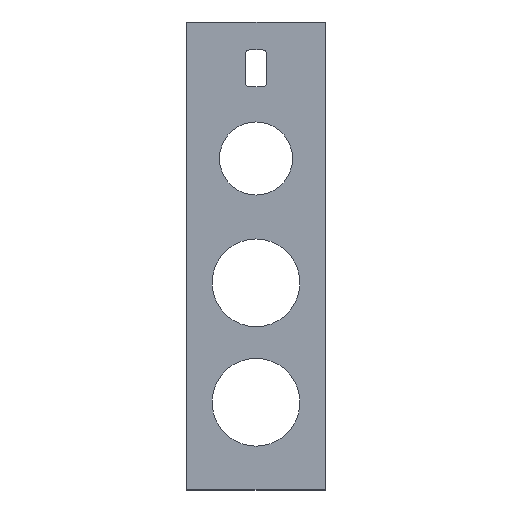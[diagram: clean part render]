
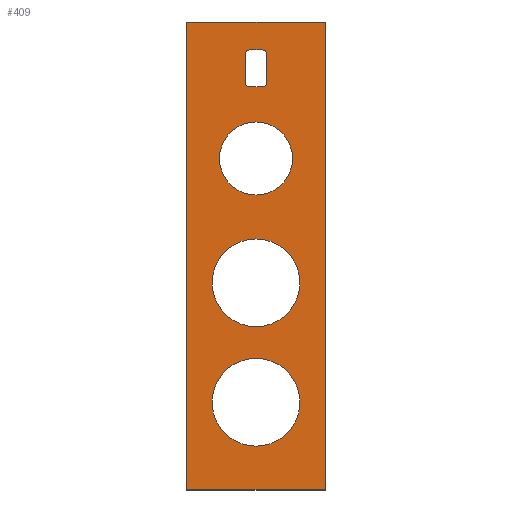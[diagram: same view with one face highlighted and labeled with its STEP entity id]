
A CAD part, top view. The second image highlights one B-rep face of the part: STEP entity #409.
In plain terms, the highlighted planar face has unit normal (0, 0, 1).
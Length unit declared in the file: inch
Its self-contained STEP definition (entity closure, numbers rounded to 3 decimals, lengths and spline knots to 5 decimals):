
#89=FACE_BOUND('',#152,.T.);
#90=FACE_BOUND('',#153,.T.);
#91=FACE_BOUND('',#154,.T.);
#92=FACE_BOUND('',#155,.T.);
#100=CIRCLE('',#439,0.5);
#101=CIRCLE('',#442,0.5);
#102=CIRCLE('',#445,0.5);
#103=CIRCLE('',#448,0.5);
#104=CIRCLE('',#451,3.75);
#105=CIRCLE('',#453,4.5);
#106=CIRCLE('',#455,4.5);
#130=FACE_OUTER_BOUND('',#151,.T.);
#151=EDGE_LOOP('',(#368,#369,#370,#371));
#152=EDGE_LOOP('',(#372));
#153=EDGE_LOOP('',(#373));
#154=EDGE_LOOP('',(#374));
#155=EDGE_LOOP('',(#375,#376,#377,#378,#379,#380,#381,#382));
#166=LINE('',#656,#197);
#169=LINE('',#664,#200);
#172=LINE('',#672,#203);
#175=LINE('',#679,#206);
#180=LINE('',#696,#211);
#182=LINE('',#700,#213);
#184=LINE('',#704,#215);
#186=LINE('',#707,#217);
#197=VECTOR('',#515,0.3937);
#200=VECTOR('',#524,0.3937);
#203=VECTOR('',#533,0.3937);
#206=VECTOR('',#542,0.3937);
#211=VECTOR('',#561,0.3937);
#213=VECTOR('',#565,0.3937);
#215=VECTOR('',#569,0.3937);
#217=VECTOR('',#573,0.3937);
#233=VERTEX_POINT('',#649);
#234=VERTEX_POINT('',#651);
#235=VERTEX_POINT('',#655);
#236=VERTEX_POINT('',#659);
#237=VERTEX_POINT('',#663);
#238=VERTEX_POINT('',#667);
#239=VERTEX_POINT('',#671);
#240=VERTEX_POINT('',#675);
#241=VERTEX_POINT('',#681);
#242=VERTEX_POINT('',#685);
#243=VERTEX_POINT('',#689);
#244=VERTEX_POINT('',#693);
#245=VERTEX_POINT('',#695);
#246=VERTEX_POINT('',#699);
#247=VERTEX_POINT('',#703);
#264=EDGE_CURVE('',#234,#233,#100,.T.);
#266=EDGE_CURVE('',#235,#234,#166,.T.);
#268=EDGE_CURVE('',#236,#235,#101,.T.);
#270=EDGE_CURVE('',#237,#236,#169,.T.);
#272=EDGE_CURVE('',#238,#237,#102,.T.);
#274=EDGE_CURVE('',#239,#238,#172,.T.);
#276=EDGE_CURVE('',#240,#239,#103,.T.);
#278=EDGE_CURVE('',#233,#240,#175,.T.);
#279=EDGE_CURVE('',#241,#241,#104,.T.);
#281=EDGE_CURVE('',#242,#242,#105,.T.);
#283=EDGE_CURVE('',#243,#243,#106,.T.);
#286=EDGE_CURVE('',#245,#244,#180,.T.);
#288=EDGE_CURVE('',#246,#245,#182,.T.);
#290=EDGE_CURVE('',#247,#246,#184,.T.);
#292=EDGE_CURVE('',#244,#247,#186,.T.);
#368=ORIENTED_EDGE('',*,*,#292,.T.);
#369=ORIENTED_EDGE('',*,*,#290,.T.);
#370=ORIENTED_EDGE('',*,*,#288,.T.);
#371=ORIENTED_EDGE('',*,*,#286,.T.);
#372=ORIENTED_EDGE('',*,*,#283,.T.);
#373=ORIENTED_EDGE('',*,*,#281,.T.);
#374=ORIENTED_EDGE('',*,*,#279,.T.);
#375=ORIENTED_EDGE('',*,*,#278,.T.);
#376=ORIENTED_EDGE('',*,*,#276,.T.);
#377=ORIENTED_EDGE('',*,*,#274,.T.);
#378=ORIENTED_EDGE('',*,*,#272,.T.);
#379=ORIENTED_EDGE('',*,*,#270,.T.);
#380=ORIENTED_EDGE('',*,*,#268,.T.);
#381=ORIENTED_EDGE('',*,*,#266,.T.);
#382=ORIENTED_EDGE('',*,*,#264,.T.);
#392=PLANE('',#460);
#409=ADVANCED_FACE('',(#130,#89,#90,#91,#92),#392,.T.);
#439=AXIS2_PLACEMENT_3D('',#652,#510,#511);
#442=AXIS2_PLACEMENT_3D('',#660,#519,#520);
#445=AXIS2_PLACEMENT_3D('',#668,#528,#529);
#448=AXIS2_PLACEMENT_3D('',#676,#537,#538);
#451=AXIS2_PLACEMENT_3D('',#682,#545,#546);
#453=AXIS2_PLACEMENT_3D('',#686,#550,#551);
#455=AXIS2_PLACEMENT_3D('',#690,#555,#556);
#460=AXIS2_PLACEMENT_3D('',#708,#574,#575);
#510=DIRECTION('center_axis',(0.,0.,-1.));
#511=DIRECTION('ref_axis',(0.,1.,0.));
#515=DIRECTION('',(0.,-1.,0.));
#519=DIRECTION('center_axis',(0.,0.,-1.));
#520=DIRECTION('ref_axis',(-1.,0.,0.));
#524=DIRECTION('',(1.,0.,0.));
#528=DIRECTION('center_axis',(0.,0.,-1.));
#529=DIRECTION('ref_axis',(0.,-1.,0.));
#533=DIRECTION('',(0.,1.,0.));
#537=DIRECTION('center_axis',(0.,0.,-1.));
#538=DIRECTION('ref_axis',(1.,0.,0.));
#542=DIRECTION('',(-1.,0.,0.));
#545=DIRECTION('center_axis',(0.,0.,-1.));
#546=DIRECTION('ref_axis',(-1.,0.,0.));
#550=DIRECTION('center_axis',(0.,0.,-1.));
#551=DIRECTION('ref_axis',(-1.,0.,0.));
#555=DIRECTION('center_axis',(0.,0.,-1.));
#556=DIRECTION('ref_axis',(-1.,0.,0.));
#561=DIRECTION('',(1.,0.,0.));
#565=DIRECTION('',(0.,-1.,0.));
#569=DIRECTION('',(-1.,0.,0.));
#573=DIRECTION('',(0.,1.,0.));
#574=DIRECTION('center_axis',(0.,0.,1.));
#575=DIRECTION('ref_axis',(1.,0.,0.));
#649=CARTESIAN_POINT('',(0.625,17.35,0.23438));
#651=CARTESIAN_POINT('',(1.125,17.85,0.23438));
#652=CARTESIAN_POINT('Origin',(0.625,17.85,0.23438));
#655=CARTESIAN_POINT('',(1.125,20.65,0.23438));
#656=CARTESIAN_POINT('',(1.125,20.65,0.23438));
#659=CARTESIAN_POINT('',(0.625,21.15,0.23438));
#660=CARTESIAN_POINT('Origin',(0.625,20.65,0.23438));
#663=CARTESIAN_POINT('',(-0.625,21.15,0.23438));
#664=CARTESIAN_POINT('',(-0.625,21.15,0.23438));
#667=CARTESIAN_POINT('',(-1.125,20.65,0.23438));
#668=CARTESIAN_POINT('Origin',(-0.625,20.65,0.23438));
#671=CARTESIAN_POINT('',(-1.125,17.85,0.23438));
#672=CARTESIAN_POINT('',(-1.125,17.85,0.23438));
#675=CARTESIAN_POINT('',(-0.625,17.35,0.23438));
#676=CARTESIAN_POINT('Origin',(-0.625,17.85,0.23438));
#679=CARTESIAN_POINT('',(0.625,17.35,0.23438));
#681=CARTESIAN_POINT('',(3.75,10.,0.23438));
#682=CARTESIAN_POINT('Origin',(0.,10.,0.23438));
#685=CARTESIAN_POINT('',(4.5,-2.75,0.23438));
#686=CARTESIAN_POINT('Origin',(0.,-2.75,0.23438));
#689=CARTESIAN_POINT('',(4.5,-15.,0.23438));
#690=CARTESIAN_POINT('Origin',(0.,-15.,0.23438));
#693=CARTESIAN_POINT('',(7.125,-24.,0.23438));
#695=CARTESIAN_POINT('',(-7.125,-24.,0.23438));
#696=CARTESIAN_POINT('',(-7.125,-24.,0.23438));
#699=CARTESIAN_POINT('',(-7.125,24.,0.23438));
#700=CARTESIAN_POINT('',(-7.125,24.,0.23438));
#703=CARTESIAN_POINT('',(7.125,24.,0.23438));
#704=CARTESIAN_POINT('',(7.125,24.,0.23438));
#707=CARTESIAN_POINT('',(7.125,-24.,0.23438));
#708=CARTESIAN_POINT('Origin',(0.,0.,
0.23438));
